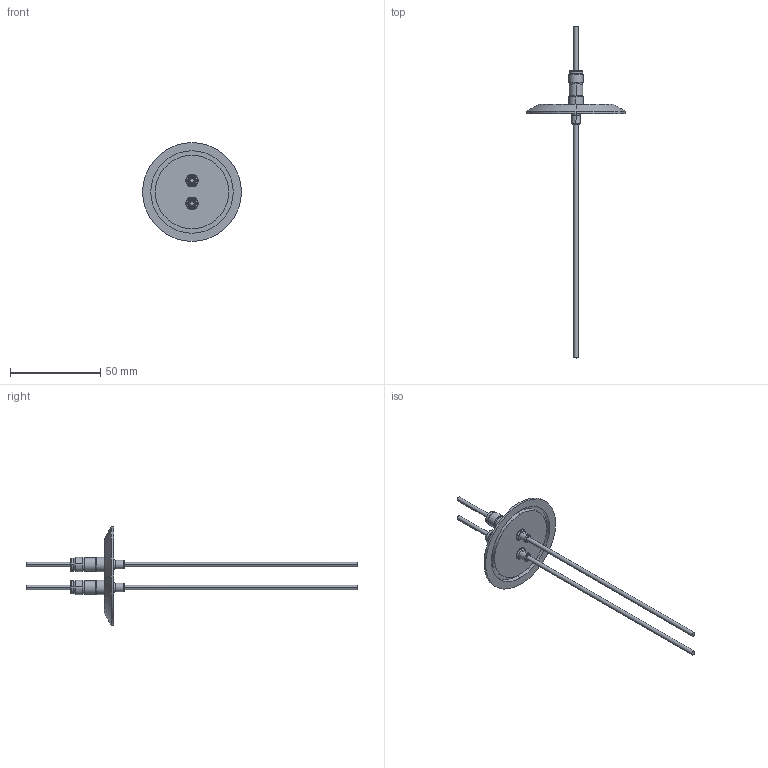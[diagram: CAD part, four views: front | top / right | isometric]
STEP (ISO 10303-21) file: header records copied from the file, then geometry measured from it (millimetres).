
FILE_DESCRIPTION (( 'STEP AP203' ), '1' );
FILE_NAME ('A0515-2-QF.STEP', '2013-05-29T11:21:51', ( '' ), ( '' ), 'SwSTEP 2.0', 'SolidWorks 2012', '' );
FILE_SCHEMA (( 'CONFIG_CONTROL_DESIGN' ));
Length unit declared in the file: inch
Products named in the file (1): A0515-2-QF
Bounding box: 54.86 x 184.15 x 54.86 mm (x, y, z)
Volume: 12194.4 mm3; surface area: 10793.6 mm2
Topology: 1 solids, 3 shells, 132 faces, 278 edges, 170 vertices
Faces by surface type: cylinder 70, plane 24, cone 22, torus 16
Entity records: 3663 total; most frequent: DIRECTION 730, CARTESIAN_POINT 581, ORIENTED_EDGE 556, AXIS2_PLACEMENT_3D 319, EDGE_CURVE 278, CIRCLE 186, VERTEX_POINT 170, EDGE_LOOP 154
